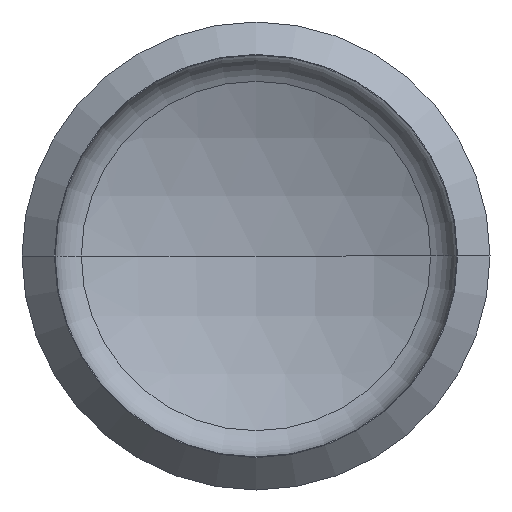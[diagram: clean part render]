
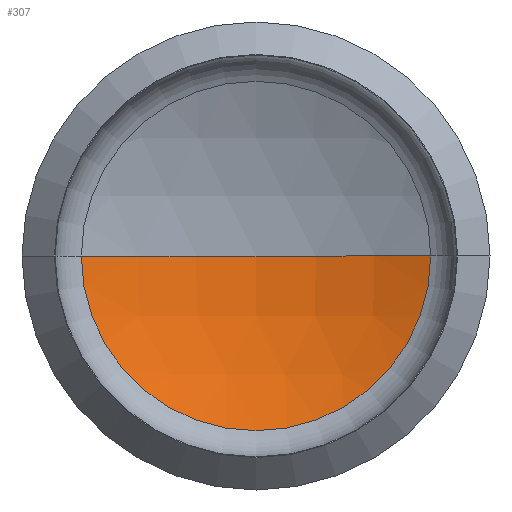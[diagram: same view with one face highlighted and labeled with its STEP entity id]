
A CAD part, front view. The second image highlights one B-rep face of the part: STEP entity #307.
In plain terms, the highlighted spherical face has radius 67.84 mm.
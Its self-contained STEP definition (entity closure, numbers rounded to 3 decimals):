
#21 = DIRECTION ( 'NONE',  ( 0., 0., -1. ) ) ;
#27 = DIRECTION ( 'NONE',  ( 0., 0., 1. ) ) ;
#29 = CARTESIAN_POINT ( 'NONE',  ( 0., 32.94, 0. ) ) ;
#34 = CARTESIAN_POINT ( 'NONE',  ( 27.247, 27.228, 0. ) ) ;
#40 = EDGE_CURVE ( 'NONE', #243, #239, #306, .T. ) ;
#64 = SPHERICAL_SURFACE ( 'NONE', #153, 67.84 ) ;
#70 = DIRECTION ( 'NONE',  ( -1., 0., 0. ) ) ;
#114 = AXIS2_PLACEMENT_3D ( 'NONE', #209, #397, #213 ) ;
#120 = AXIS2_PLACEMENT_3D ( 'NONE', #310, #267, #305 ) ;
#151 = ORIENTED_EDGE ( 'NONE', *, *, #362, .F. ) ;
#152 = CIRCLE ( 'NONE', #418, 67.84 ) ;
#153 = AXIS2_PLACEMENT_3D ( 'NONE', #169, #27, #70 ) ;
#161 = EDGE_CURVE ( 'NONE', #457, #239, #152, .T. ) ;
#169 = CARTESIAN_POINT ( 'NONE',  ( 0., -34.9, 0. ) ) ;
#201 = CIRCLE ( 'NONE', #114, 27.247 ) ;
#209 = CARTESIAN_POINT ( 'NONE',  ( 0., 27.228, 0. ) ) ;
#213 = DIRECTION ( 'NONE',  ( -1., 0., 0. ) ) ;
#221 = ORIENTED_EDGE ( 'NONE', *, *, #161, .F. ) ;
#239 = VERTEX_POINT ( 'NONE', #29 ) ;
#243 = VERTEX_POINT ( 'NONE', #34 ) ;
#267 = DIRECTION ( 'NONE',  ( 0., 0., 1. ) ) ;
#291 = CARTESIAN_POINT ( 'NONE',  ( -27.247, 27.228, 0. ) ) ;
#302 = EDGE_LOOP ( 'NONE', ( #151, #432, #221 ) ) ;
#305 = DIRECTION ( 'NONE',  ( 1., 0., 0. ) ) ;
#306 = CIRCLE ( 'NONE', #120, 67.84 ) ;
#307 = ADVANCED_FACE ( 'NONE', ( #356 ), #64, .F. ) ;
#310 = CARTESIAN_POINT ( 'NONE',  ( 0., -34.9, 0. ) ) ;
#343 = CARTESIAN_POINT ( 'NONE',  ( 0., -34.9, 0. ) ) ;
#356 = FACE_OUTER_BOUND ( 'NONE', #302, .T. ) ;
#362 = EDGE_CURVE ( 'NONE', #243, #457, #201, .T. ) ;
#397 = DIRECTION ( 'NONE',  ( 0., 1., 0. ) ) ;
#418 = AXIS2_PLACEMENT_3D ( 'NONE', #343, #21, #424 ) ;
#424 = DIRECTION ( 'NONE',  ( -1., 0., 0. ) ) ;
#432 = ORIENTED_EDGE ( 'NONE', *, *, #40, .T. ) ;
#457 = VERTEX_POINT ( 'NONE', #291 ) ;
